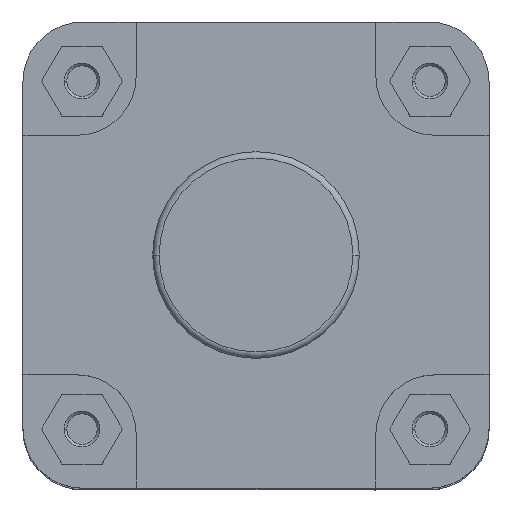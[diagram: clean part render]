
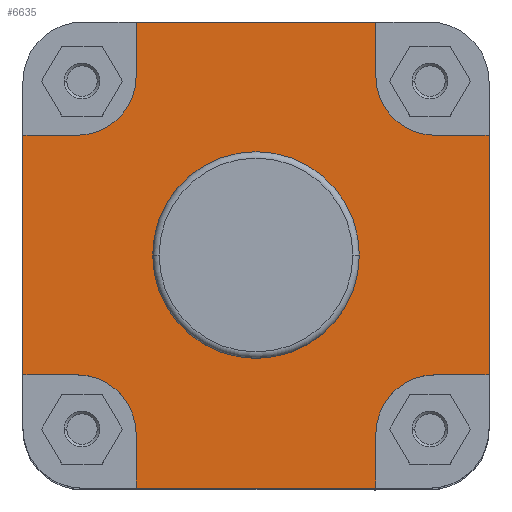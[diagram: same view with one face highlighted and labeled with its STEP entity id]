
A CAD part, top view. The second image highlights one B-rep face of the part: STEP entity #6635.
In plain terms, the highlighted planar face has unit normal (0, 0, 1).
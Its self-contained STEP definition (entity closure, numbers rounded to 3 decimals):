
#3 = AXIS2_PLACEMENT_3D ( 'NONE', #1432, #1433, #1434 ) ;
#6 = EDGE_CURVE ( 'NONE', #1350, #1358, #6858, .T. ) ;
#80 = EDGE_CURVE ( 'NONE', #1346, #1354, #2864, .T. ) ;
#712 = AXIS2_PLACEMENT_3D ( 'NONE', #4112, #4117, #4118 ) ;
#717 = AXIS2_PLACEMENT_3D ( 'NONE', #4173, #4175, #4176 ) ;
#718 = AXIS2_PLACEMENT_3D ( 'NONE', #4198, #4199, #4200 ) ;
#723 = AXIS2_PLACEMENT_3D ( 'NONE', #4205, #4213, #4214 ) ;
#784 = AXIS2_PLACEMENT_3D ( 'NONE', #4457, #4459, #4460 ) ;
#944 = AXIS2_PLACEMENT_3D ( 'NONE', #5870, #5865, #5872 ) ;
#1329 = VERTEX_POINT ( 'NONE', #4015 ) ;
#1330 = VERTEX_POINT ( 'NONE', #4016 ) ;
#1334 = VERTEX_POINT ( 'NONE', #4020 ) ;
#1346 = VERTEX_POINT ( 'NONE', #4032 ) ;
#1350 = VERTEX_POINT ( 'NONE', #4036 ) ;
#1353 = VERTEX_POINT ( 'NONE', #4039 ) ;
#1354 = VERTEX_POINT ( 'NONE', #4040 ) ;
#1355 = VERTEX_POINT ( 'NONE', #4041 ) ;
#1358 = VERTEX_POINT ( 'NONE', #4044 ) ;
#1364 = VERTEX_POINT ( 'NONE', #4050 ) ;
#1378 = VERTEX_POINT ( 'NONE', #4064 ) ;
#1380 = VERTEX_POINT ( 'NONE', #4066 ) ;
#1381 = VERTEX_POINT ( 'NONE', #4067 ) ;
#1395 = VERTEX_POINT ( 'NONE', #4081 ) ;
#1401 = VERTEX_POINT ( 'NONE', #4087 ) ;
#1404 = VERTEX_POINT ( 'NONE', #4090 ) ;
#1419 = VERTEX_POINT ( 'NONE', #4105 ) ;
#1423 = VERTEX_POINT ( 'NONE', #4109 ) ;
#1432 = CARTESIAN_POINT ( 'NONE',  ( 0., 0., -10. ) ) ;
#1433 = DIRECTION ( 'NONE',  ( 0., 0., 1. ) ) ;
#1434 = DIRECTION ( 'NONE',  ( 1., 0., 0. ) ) ;
#1605 = CARTESIAN_POINT ( 'NONE',  ( -90., -46.25, -10. ) ) ;
#1606 = DIRECTION ( 'NONE',  ( -1., 0., 0. ) ) ;
#2583 = ORIENTED_EDGE ( 'NONE', *, *, #6575, .F. ) ;
#2584 = ORIENTED_EDGE ( 'NONE', *, *, #6558, .F. ) ;
#2585 = ORIENTED_EDGE ( 'NONE', *, *, #6574, .F. ) ;
#2586 = ORIENTED_EDGE ( 'NONE', *, *, #6538, .F. ) ;
#2587 = ORIENTED_EDGE ( 'NONE', *, *, #6546, .F. ) ;
#2588 = ORIENTED_EDGE ( 'NONE', *, *, #6548, .F. ) ;
#2589 = ORIENTED_EDGE ( 'NONE', *, *, #6561, .F. ) ;
#2590 = ORIENTED_EDGE ( 'NONE', *, *, #6545, .F. ) ;
#2591 = ORIENTED_EDGE ( 'NONE', *, *, #6553, .F. ) ;
#2592 = ORIENTED_EDGE ( 'NONE', *, *, #6564, .F. ) ;
#2593 = ORIENTED_EDGE ( 'NONE', *, *, #6821, .F. ) ;
#2594 = ORIENTED_EDGE ( 'NONE', *, *, #5999, .T. ) ;
#2595 = ORIENTED_EDGE ( 'NONE', *, *, #6831, .F. ) ;
#2596 = ORIENTED_EDGE ( 'NONE', *, *, #6000, .F. ) ;
#2597 = ORIENTED_EDGE ( 'NONE', *, *, #80, .F. ) ;
#2598 = ORIENTED_EDGE ( 'NONE', *, *, #5998, .T. ) ;
#2599 = ORIENTED_EDGE ( 'NONE', *, *, #6830, .F. ) ;
#2600 = ORIENTED_EDGE ( 'NONE', *, *, #6, .F. ) ;
#2864 = LINE ( 'NONE', #1605, #2865 ) ;
#2865 = VECTOR ( 'NONE', #1606, 1000. ) ;
#4015 = CARTESIAN_POINT ( 'NONE',  ( -46.25, -90., -10. ) ) ;
#4016 = CARTESIAN_POINT ( 'NONE',  ( 46.25, 69.25, -10. ) ) ;
#4020 = CARTESIAN_POINT ( 'NONE',  ( 69.25, 46.25, -10. ) ) ;
#4032 = CARTESIAN_POINT ( 'NONE',  ( -69.25, -46.25, -10. ) ) ;
#4036 = CARTESIAN_POINT ( 'NONE',  ( 39.9, 0., -10. ) ) ;
#4039 = CARTESIAN_POINT ( 'NONE',  ( 90., 46.25, -10. ) ) ;
#4040 = CARTESIAN_POINT ( 'NONE',  ( -90., -46.25, -10. ) ) ;
#4041 = CARTESIAN_POINT ( 'NONE',  ( 69.25, -46.25, -10. ) ) ;
#4044 = CARTESIAN_POINT ( 'NONE',  ( -39.9, 0., -10. ) ) ;
#4050 = CARTESIAN_POINT ( 'NONE',  ( 90., -46.25, -10. ) ) ;
#4064 = CARTESIAN_POINT ( 'NONE',  ( 46.25, 90., -10. ) ) ;
#4066 = CARTESIAN_POINT ( 'NONE',  ( -46.25, 90., -10. ) ) ;
#4067 = CARTESIAN_POINT ( 'NONE',  ( -69.25, 46.25, -10. ) ) ;
#4081 = CARTESIAN_POINT ( 'NONE',  ( -46.25, 69.25, -10. ) ) ;
#4087 = CARTESIAN_POINT ( 'NONE',  ( -46.25, -69.25, -10. ) ) ;
#4090 = CARTESIAN_POINT ( 'NONE',  ( 46.25, -69.25, -10. ) ) ;
#4105 = CARTESIAN_POINT ( 'NONE',  ( -90., 46.25, -10. ) ) ;
#4109 = CARTESIAN_POINT ( 'NONE',  ( 46.25, -90., -10. ) ) ;
#4110 = CARTESIAN_POINT ( 'NONE',  ( -90., -198.141, -10. ) ) ;
#4111 = CARTESIAN_POINT ( 'NONE',  ( 0., -90., -10. ) ) ;
#4112 = CARTESIAN_POINT ( 'NONE',  ( -69.25, -69.25, -10. ) ) ;
#4113 = DIRECTION ( 'NONE',  ( 0., -1., 0. ) ) ;
#4114 = DIRECTION ( 'NONE',  ( 1., 0., 0. ) ) ;
#4117 = DIRECTION ( 'NONE',  ( 0., 0., 1. ) ) ;
#4118 = DIRECTION ( 'NONE',  ( -1., 0., 0. ) ) ;
#4146 = CARTESIAN_POINT ( 'NONE',  ( 0., 90., -10. ) ) ;
#4154 = DIRECTION ( 'NONE',  ( 1., 0., 0. ) ) ;
#4168 = CARTESIAN_POINT ( 'NONE',  ( 90., -198.141, -10. ) ) ;
#4169 = DIRECTION ( 'NONE',  ( 0., -1., 0. ) ) ;
#4171 = CARTESIAN_POINT ( 'NONE',  ( 46.25, 69.25, -10. ) ) ;
#4172 = DIRECTION ( 'NONE',  ( 0., -1., 0. ) ) ;
#4173 = CARTESIAN_POINT ( 'NONE',  ( 69.25, 69.25, -10. ) ) ;
#4175 = DIRECTION ( 'NONE',  ( 0., 0., 1. ) ) ;
#4176 = DIRECTION ( 'NONE',  ( -1., 0., 0. ) ) ;
#4187 = CARTESIAN_POINT ( 'NONE',  ( 69.25, -46.25, -10. ) ) ;
#4188 = DIRECTION ( 'NONE',  ( -1., 0., 0. ) ) ;
#4198 = CARTESIAN_POINT ( 'NONE',  ( -69.25, 69.25, -10. ) ) ;
#4199 = DIRECTION ( 'NONE',  ( 0., 0., 1. ) ) ;
#4200 = DIRECTION ( 'NONE',  ( -1., 0., 0. ) ) ;
#4201 = CARTESIAN_POINT ( 'NONE',  ( 90., 46.25, -10. ) ) ;
#4205 = CARTESIAN_POINT ( 'NONE',  ( 69.25, -69.25, -10. ) ) ;
#4206 = DIRECTION ( 'NONE',  ( 1., 0., 0. ) ) ;
#4213 = DIRECTION ( 'NONE',  ( 0., 0., 1. ) ) ;
#4214 = DIRECTION ( 'NONE',  ( -1., 0., 0. ) ) ;
#4234 = CARTESIAN_POINT ( 'NONE',  ( -46.25, 90., -10. ) ) ;
#4235 = DIRECTION ( 'NONE',  ( 0., 1., 0. ) ) ;
#4236 = CARTESIAN_POINT ( 'NONE',  ( -69.25, 46.25, -10. ) ) ;
#4237 = DIRECTION ( 'NONE',  ( 1., 0., 0. ) ) ;
#4457 = CARTESIAN_POINT ( 'NONE',  ( 0., 39.9, -10. ) ) ;
#4458 = PLANE ( 'NONE',  #784 ) ;
#4459 = DIRECTION ( 'NONE',  ( 0., 0., -1. ) ) ;
#4460 = DIRECTION ( 'NONE',  ( -1., 0., 0. ) ) ;
#4862 = VECTOR ( 'NONE', #4113, 1000. ) ;
#4866 = LINE ( 'NONE', #4110, #4862 ) ;
#4868 = LINE ( 'NONE', #4111, #4870 ) ;
#4870 = VECTOR ( 'NONE', #4114, 1000. ) ;
#4874 = CIRCLE ( 'NONE', #712, 23. ) ;
#4893 = LINE ( 'NONE', #4146, #4898 ) ;
#4898 = VECTOR ( 'NONE', #4154, 1000. ) ;
#4911 = LINE ( 'NONE', #4168, #4912 ) ;
#4912 = VECTOR ( 'NONE', #4169, 1000. ) ;
#4913 = LINE ( 'NONE', #4171, #4914 ) ;
#4914 = VECTOR ( 'NONE', #4172, 1000. ) ;
#4918 = CIRCLE ( 'NONE', #717, 23. ) ;
#4919 = LINE ( 'NONE', #4187, #4920 ) ;
#4920 = VECTOR ( 'NONE', #4188, 1000. ) ;
#4932 = LINE ( 'NONE', #4201, #4937 ) ;
#4934 = CIRCLE ( 'NONE', #718, 23. ) ;
#4937 = VECTOR ( 'NONE', #4206, 1000. ) ;
#4945 = CIRCLE ( 'NONE', #723, 23. ) ;
#4962 = LINE ( 'NONE', #4234, #4963 ) ;
#4963 = VECTOR ( 'NONE', #4235, 1000. ) ;
#4964 = LINE ( 'NONE', #4236, #4965 ) ;
#4965 = VECTOR ( 'NONE', #4237, 1000. ) ;
#5055 = FACE_BOUND ( 'NONE', #6411, .T. ) ;
#5058 = FACE_OUTER_BOUND ( 'NONE', #6424, .T. ) ;
#5454 = LINE ( 'NONE', #5869, #5460 ) ;
#5459 = VECTOR ( 'NONE', #5875, 1000. ) ;
#5460 = VECTOR ( 'NONE', #5871, 1000. ) ;
#5461 = LINE ( 'NONE', #5874, #5459 ) ;
#5462 = CIRCLE ( 'NONE', #944, 39.9 ) ;
#5865 = DIRECTION ( 'NONE',  ( 0., 0., 1. ) ) ;
#5869 = CARTESIAN_POINT ( 'NONE',  ( 46.25, -90., -10. ) ) ;
#5870 = CARTESIAN_POINT ( 'NONE',  ( 0., 0., -10. ) ) ;
#5871 = DIRECTION ( 'NONE',  ( 0., -1., 0. ) ) ;
#5872 = DIRECTION ( 'NONE',  ( 1., 0., 0. ) ) ;
#5874 = CARTESIAN_POINT ( 'NONE',  ( -46.25, -69.25, -10. ) ) ;
#5875 = DIRECTION ( 'NONE',  ( 0., 1., 0. ) ) ;
#5998 = EDGE_CURVE ( 'NONE', #1419, #1354, #4866, .T. ) ;
#5999 = EDGE_CURVE ( 'NONE', #1329, #1423, #4868, .T. ) ;
#6000 = EDGE_CURVE ( 'NONE', #1401, #1346, #4874, .T. ) ;
#6411 = EDGE_LOOP ( 'NONE', ( #2600, #2599 ) ) ;
#6424 = EDGE_LOOP ( 'NONE', ( #2598, #2597, #2596, #2595, #2594, #2593, #2592, #2591, #2590, #2589, #2588, #2587, #2586, #2585, #2584, #2583 ) ) ;
#6538 = EDGE_CURVE ( 'NONE', #1380, #1378, #4893, .T. ) ;
#6545 = EDGE_CURVE ( 'NONE', #1353, #1364, #4911, .T. ) ;
#6546 = EDGE_CURVE ( 'NONE', #1378, #1330, #4913, .T. ) ;
#6548 = EDGE_CURVE ( 'NONE', #1330, #1334, #4918, .T. ) ;
#6553 = EDGE_CURVE ( 'NONE', #1364, #1355, #4919, .T. ) ;
#6558 = EDGE_CURVE ( 'NONE', #1381, #1395, #4934, .T. ) ;
#6561 = EDGE_CURVE ( 'NONE', #1334, #1353, #4932, .T. ) ;
#6564 = EDGE_CURVE ( 'NONE', #1355, #1404, #4945, .T. ) ;
#6574 = EDGE_CURVE ( 'NONE', #1395, #1380, #4962, .T. ) ;
#6575 = EDGE_CURVE ( 'NONE', #1419, #1381, #4964, .T. ) ;
#6635 = ADVANCED_FACE ( 'NONE', ( #5055, #5058 ), #4458, .F. ) ;
#6821 = EDGE_CURVE ( 'NONE', #1404, #1423, #5454, .T. ) ;
#6830 = EDGE_CURVE ( 'NONE', #1358, #1350, #5462, .T. ) ;
#6831 = EDGE_CURVE ( 'NONE', #1329, #1401, #5461, .T. ) ;
#6858 = CIRCLE ( 'NONE', #3, 39.9 ) ;
